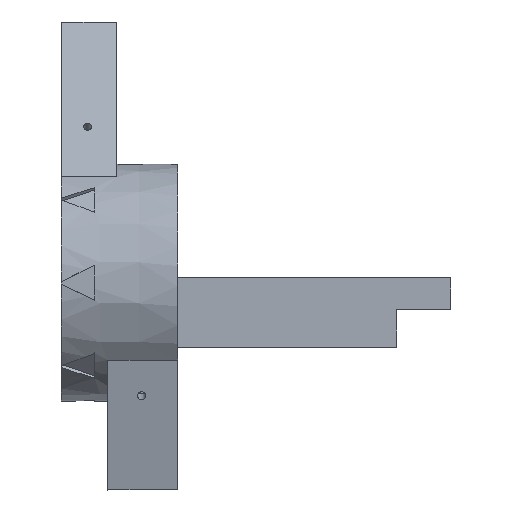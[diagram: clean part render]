
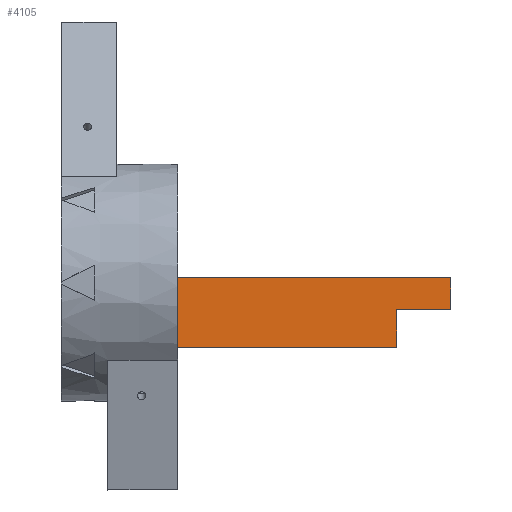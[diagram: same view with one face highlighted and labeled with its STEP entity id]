
A CAD part, front view. The second image highlights one B-rep face of the part: STEP entity #4105.
In plain terms, the highlighted planar face has unit normal (0, -1, 0).
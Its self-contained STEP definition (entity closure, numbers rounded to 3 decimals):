
#548=FACE_OUTER_BOUND('',#800,.T.);
#800=EDGE_LOOP('',(#3537,#3538,#3539,#3540,#3541,#3542));
#1113=LINE('',#15453,#1458);
#1149=LINE('',#15929,#1494);
#1153=LINE('',#15936,#1498);
#1155=LINE('',#15939,#1500);
#1189=LINE('',#16037,#1534);
#1192=LINE('',#16042,#1537);
#1458=VECTOR('',#5393,10.);
#1494=VECTOR('',#5465,10.);
#1498=VECTOR('',#5471,10.);
#1500=VECTOR('',#5475,10.);
#1534=VECTOR('',#5607,10.);
#1537=VECTOR('',#5612,10.);
#1909=VERTEX_POINT('',#15450);
#1910=VERTEX_POINT('',#15452);
#1935=VERTEX_POINT('',#15926);
#1936=VERTEX_POINT('',#15928);
#1937=VERTEX_POINT('',#15933);
#1953=VERTEX_POINT('',#16036);
#2440=EDGE_CURVE('',#1910,#1909,#1113,.T.);
#2484=EDGE_CURVE('',#1936,#1935,#1149,.T.);
#2488=EDGE_CURVE('',#1935,#1937,#1153,.T.);
#2490=EDGE_CURVE('',#1909,#1936,#1155,.T.);
#2533=EDGE_CURVE('',#1953,#1910,#1189,.T.);
#2536=EDGE_CURVE('',#1953,#1937,#1192,.T.);
#3537=ORIENTED_EDGE('',*,*,#2533,.T.);
#3538=ORIENTED_EDGE('',*,*,#2440,.T.);
#3539=ORIENTED_EDGE('',*,*,#2490,.T.);
#3540=ORIENTED_EDGE('',*,*,#2484,.T.);
#3541=ORIENTED_EDGE('',*,*,#2488,.T.);
#3542=ORIENTED_EDGE('',*,*,#2536,.F.);
#3892=PLANE('',#4520);
#4105=ADVANCED_FACE('',(#548),#3892,.F.);
#4520=AXIS2_PLACEMENT_3D('',#16041,#5610,#5611);
#5393=DIRECTION('',(1.,0.,0.));
#5465=DIRECTION('',(1.,0.,0.));
#5471=DIRECTION('',(0.,0.,1.));
#5475=DIRECTION('',(0.,0.,1.));
#5607=DIRECTION('',(0.,0.,-1.));
#5610=DIRECTION('center_axis',(0.,1.,0.));
#5611=DIRECTION('ref_axis',(-1.,0.,0.));
#5612=DIRECTION('',(1.,0.,0.));
#15450=CARTESIAN_POINT('',(59.2,-41.887,39.414));
#15452=CARTESIAN_POINT('',(18.823,-41.887,39.414));
#15453=CARTESIAN_POINT('',(38.63,-41.887,39.414));
#15926=CARTESIAN_POINT('',(69.171,-41.887,46.408));
#15928=CARTESIAN_POINT('',(59.2,-41.887,46.409));
#15929=CARTESIAN_POINT('',(33.56,-41.887,46.409));
#15933=CARTESIAN_POINT('',(69.171,-41.887,52.257));
#15936=CARTESIAN_POINT('',(69.171,-41.887,47.83));
#15939=CARTESIAN_POINT('',(59.2,-41.887,44.913));
#16036=CARTESIAN_POINT('',(18.823,-41.887,52.257));
#16037=CARTESIAN_POINT('',(18.823,-41.887,46.363));
#16041=CARTESIAN_POINT('Origin',(51.233,-41.887,46.916));
#16042=CARTESIAN_POINT('',(41.619,-41.887,52.257));
